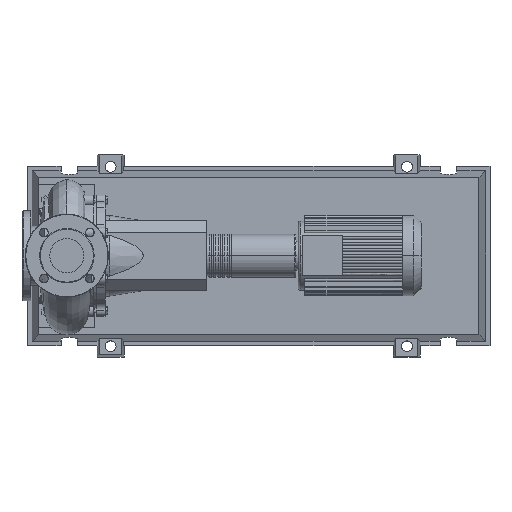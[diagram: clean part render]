
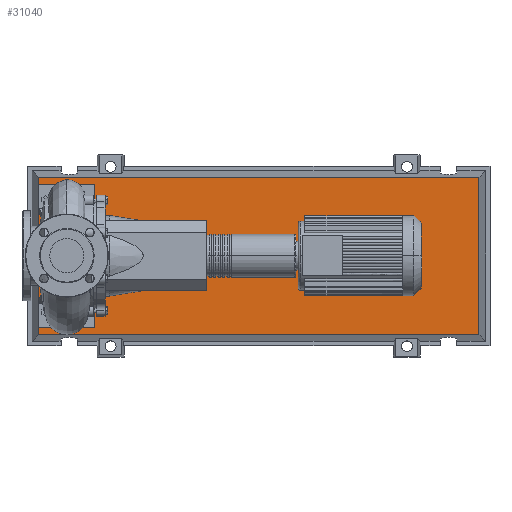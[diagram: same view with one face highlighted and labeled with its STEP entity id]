
A CAD part, top view. The second image highlights one B-rep face of the part: STEP entity #31040.
In plain terms, the highlighted planar face has unit normal (0, 0, 1).
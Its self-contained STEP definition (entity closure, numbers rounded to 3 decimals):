
#30721=CARTESIAN_POINT('',(917.971,-175.471,103.0));
#30722=VERTEX_POINT('',#30721);
#30729=CARTESIAN_POINT('',(-62.971,-175.471,103.0));
#30730=VERTEX_POINT('',#30729);
#30731=CARTESIAN_POINT('',(917.971,-175.471,103.0));
#30732=DIRECTION('',(-1.0,0.0,0.0));
#30733=VECTOR('',#30732,980.941);
#30734=LINE('',#30731,#30733);
#30735=EDGE_CURVE('',#30722,#30730,#30734,.T.);
#30953=CARTESIAN_POINT('',(917.971,175.471,103.0));
#30954=VERTEX_POINT('',#30953);
#30955=CARTESIAN_POINT('',(917.971,175.471,103.0));
#30956=DIRECTION('',(0.0,-1.0,0.0));
#30957=VECTOR('',#30956,350.941);
#30958=LINE('',#30955,#30957);
#30959=EDGE_CURVE('',#30954,#30722,#30958,.T.);
#30977=CARTESIAN_POINT('',(-62.971,175.471,103.0));
#30978=VERTEX_POINT('',#30977);
#30979=CARTESIAN_POINT('',(-62.971,-175.471,103.0));
#30980=DIRECTION('',(0.0,1.0,0.0));
#30981=VECTOR('',#30980,350.941);
#30982=LINE('',#30979,#30981);
#30983=EDGE_CURVE('',#30730,#30978,#30982,.T.);
#31016=CARTESIAN_POINT('',(-62.971,175.471,103.0));
#31017=DIRECTION('',(1.0,0.0,0.0));
#31018=VECTOR('',#31017,980.941);
#31019=LINE('',#31016,#31018);
#31020=EDGE_CURVE('',#30978,#30954,#31019,.T.);
#31029=CARTESIAN_POINT('',(427.5,0.,103.0));
#31030=DIRECTION('',(0.0,0.0,1.0));
#31031=DIRECTION('',(1.0,0.0,0.0));
#31032=AXIS2_PLACEMENT_3D('',#31029,#31030,#31031);
#31033=PLANE('',#31032);
#31034=ORIENTED_EDGE('',*,*,#30959,.F.);
#31035=ORIENTED_EDGE('',*,*,#31020,.F.);
#31036=ORIENTED_EDGE('',*,*,#30983,.F.);
#31037=ORIENTED_EDGE('',*,*,#30735,.F.);
#31038=EDGE_LOOP('',(#31034,#31035,#31036,#31037));
#31039=FACE_OUTER_BOUND('',#31038,.T.);
#31040=ADVANCED_FACE('',(#31039),#31033,.T.);
